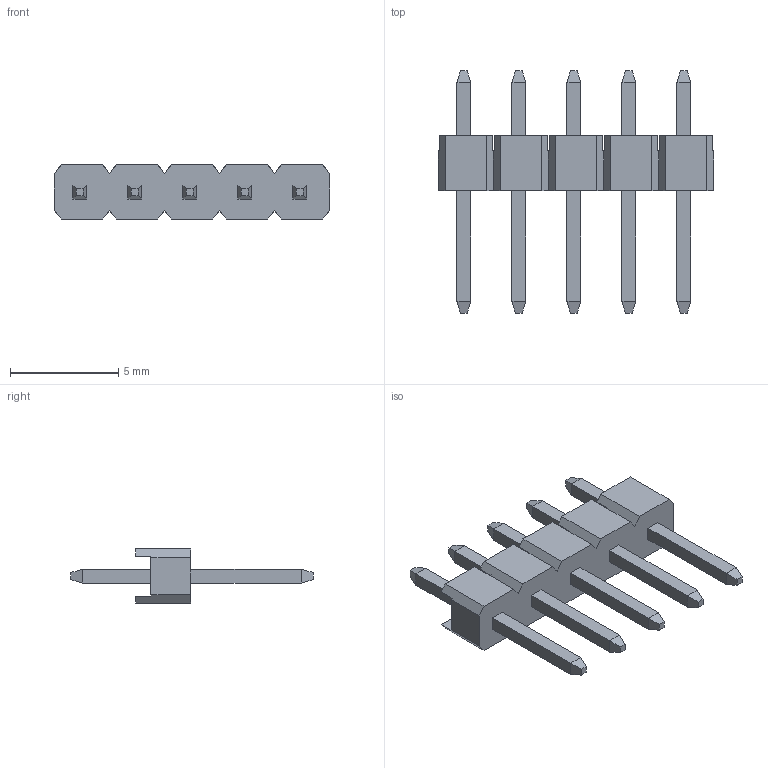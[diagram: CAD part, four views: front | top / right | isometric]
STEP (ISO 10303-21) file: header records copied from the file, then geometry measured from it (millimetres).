
FILE_DESCRIPTION(('STEP AP214'),'1');
FILE_NAME(' ',' ',('TraceParts'),('TraceParts S.A.'),'XStep 1.0',' ',' ');
FILE_SCHEMA(('automotive_design'));
Length unit declared in the file: millimetre
Products named in the file (1): 1
Bounding box: 12.7 x 11.2 x 2.5 mm (x, y, z)
Volume: 79.3 mm3; surface area: 271.2 mm2
Topology: 1 solids, 1 shells, 150 faces, 374 edges, 236 vertices
Faces by surface type: plane 150
Entity records: 8584 total; most frequent: CARTESIAN_POINT 761, STYLED_ITEM 760, PRESENTATION_STYLE_ASSIGNMENT 760, COLOUR_RGB 760, ORIENTED_EDGE 748, DIRECTION 676, EDGE_CURVE 374, CURVE_STYLE 374
